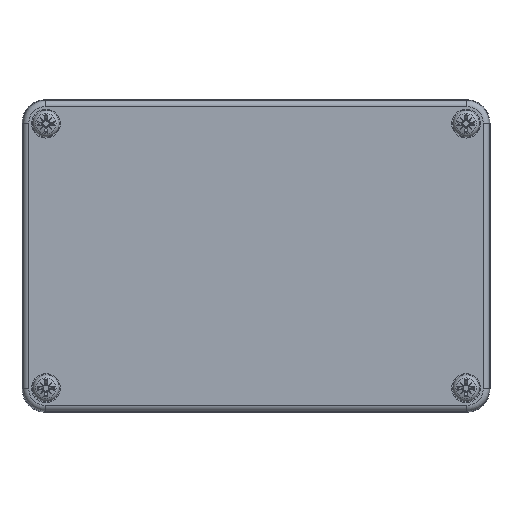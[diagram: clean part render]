
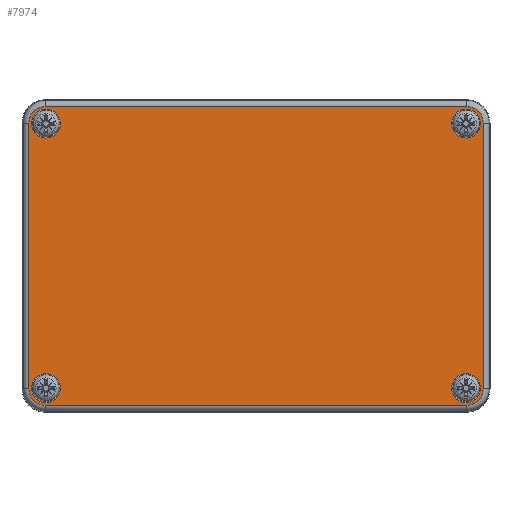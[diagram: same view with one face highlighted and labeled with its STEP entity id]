
A CAD part, top view. The second image highlights one B-rep face of the part: STEP entity #7974.
In plain terms, the highlighted face is planar.
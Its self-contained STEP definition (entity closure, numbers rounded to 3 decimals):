
#7553=CARTESIAN_POINT('',(-54.15,-38.414,-15.0));
#7554=VERTEX_POINT('',#7553);
#7562=CARTESIAN_POINT('',(54.15,-38.414,-15.0));
#7563=VERTEX_POINT('',#7562);
#7564=CARTESIAN_POINT('',(-54.15,-38.414,-15.0));
#7565=DIRECTION('',(1.0,0.0,0.0));
#7566=VECTOR('',#7565,108.3);
#7567=LINE('',#7564,#7566);
#7568=EDGE_CURVE('',#7554,#7563,#7567,.T.);
#7595=CARTESIAN_POINT('',(-58.414,-34.15,-15.0));
#7596=VERTEX_POINT('',#7595);
#7604=CARTESIAN_POINT('',(-54.15,-34.15,-15.0));
#7605=DIRECTION('',(0.0,0.0,1.0));
#7606=DIRECTION('',(-0.707,-0.707,0.0));
#7607=AXIS2_PLACEMENT_3D('',#7604,#7605,#7606);
#7608=CIRCLE('',#7607,4.264);
#7609=EDGE_CURVE('',#7596,#7554,#7608,.T.);
#7627=CARTESIAN_POINT('',(58.414,-34.15,-15.0));
#7628=VERTEX_POINT('',#7627);
#7646=CARTESIAN_POINT('',(54.15,-34.15,-15.0));
#7647=DIRECTION('',(0.0,0.0,1.0));
#7648=DIRECTION('',(0.707,-0.707,0.0));
#7649=AXIS2_PLACEMENT_3D('',#7646,#7647,#7648);
#7650=CIRCLE('',#7649,4.264);
#7651=EDGE_CURVE('',#7563,#7628,#7650,.T.);
#7663=CARTESIAN_POINT('',(-58.414,34.15,-15.0));
#7664=VERTEX_POINT('',#7663);
#7672=CARTESIAN_POINT('',(-58.414,34.15,-15.0));
#7673=DIRECTION('',(0.0,-1.0,0.0));
#7674=VECTOR('',#7673,68.3);
#7675=LINE('',#7672,#7674);
#7676=EDGE_CURVE('',#7664,#7596,#7675,.T.);
#7693=CARTESIAN_POINT('',(58.414,34.15,-15.0));
#7694=VERTEX_POINT('',#7693);
#7711=CARTESIAN_POINT('',(58.414,-34.15,-15.0));
#7712=DIRECTION('',(0.0,1.0,0.0));
#7713=VECTOR('',#7712,68.3);
#7714=LINE('',#7711,#7713);
#7715=EDGE_CURVE('',#7628,#7694,#7714,.T.);
#7727=CARTESIAN_POINT('',(-54.15,38.414,-15.0));
#7728=VERTEX_POINT('',#7727);
#7736=CARTESIAN_POINT('',(-54.15,34.15,-15.0));
#7737=DIRECTION('',(0.0,0.0,1.0));
#7738=DIRECTION('',(-0.707,0.707,0.0));
#7739=AXIS2_PLACEMENT_3D('',#7736,#7737,#7738);
#7740=CIRCLE('',#7739,4.264);
#7741=EDGE_CURVE('',#7728,#7664,#7740,.T.);
#7759=CARTESIAN_POINT('',(54.15,38.414,-15.0));
#7760=VERTEX_POINT('',#7759);
#7778=CARTESIAN_POINT('',(54.15,34.15,-15.0));
#7779=DIRECTION('',(0.0,0.0,1.0));
#7780=DIRECTION('',(0.707,0.707,0.0));
#7781=AXIS2_PLACEMENT_3D('',#7778,#7779,#7780);
#7782=CIRCLE('',#7781,4.264);
#7783=EDGE_CURVE('',#7694,#7760,#7782,.T.);
#7801=CARTESIAN_POINT('',(54.15,38.414,-15.0));
#7802=DIRECTION('',(-1.0,0.0,0.0));
#7803=VECTOR('',#7802,108.3);
#7804=LINE('',#7801,#7803);
#7805=EDGE_CURVE('',#7760,#7728,#7804,.T.);
#7915=CARTESIAN_POINT('',(0.,0.,-15.0));
#7916=DIRECTION('',(0.0,0.0,1.0));
#7917=DIRECTION('',(1.0,0.0,0.0));
#7918=AXIS2_PLACEMENT_3D('',#7915,#7916,#7917);
#7919=PLANE('',#7918);
#7920=ORIENTED_EDGE('',*,*,#7568,.F.);
#7921=ORIENTED_EDGE('',*,*,#7609,.F.);
#7922=ORIENTED_EDGE('',*,*,#7676,.F.);
#7923=ORIENTED_EDGE('',*,*,#7741,.F.);
#7924=ORIENTED_EDGE('',*,*,#7805,.F.);
#7925=ORIENTED_EDGE('',*,*,#7783,.F.);
#7926=ORIENTED_EDGE('',*,*,#7715,.F.);
#7927=ORIENTED_EDGE('',*,*,#7651,.F.);
#7928=EDGE_LOOP('',(#7920,#7921,#7922,#7923,#7924,#7925,#7926,#7927));
#7929=FACE_OUTER_BOUND('',#7928,.T.);
#7930=CARTESIAN_POINT('',(-57.7,-34.,-15.0));
#7931=VERTEX_POINT('',#7930);
#7932=CARTESIAN_POINT('',(-54.0,-34.,-15.0));
#7933=DIRECTION('',(0.0,0.0,1.0));
#7934=DIRECTION('',(1.0,0.0,0.0));
#7935=AXIS2_PLACEMENT_3D('',#7932,#7933,#7934);
#7936=CIRCLE('',#7935,3.7);
#7937=EDGE_CURVE('',#7931,#7931,#7936,.T.);
#7938=ORIENTED_EDGE('',*,*,#7937,.T.);
#7939=EDGE_LOOP('',(#7938));
#7940=FACE_BOUND('',#7939,.T.);
#7941=CARTESIAN_POINT('',(-57.7,34.,-15.0));
#7942=VERTEX_POINT('',#7941);
#7943=CARTESIAN_POINT('',(-54.,34.,-15.0));
#7944=DIRECTION('',(0.0,0.0,1.0));
#7945=DIRECTION('',(1.0,0.0,0.0));
#7946=AXIS2_PLACEMENT_3D('',#7943,#7944,#7945);
#7947=CIRCLE('',#7946,3.7);
#7948=EDGE_CURVE('',#7942,#7942,#7947,.T.);
#7949=ORIENTED_EDGE('',*,*,#7948,.T.);
#7950=EDGE_LOOP('',(#7949));
#7951=FACE_BOUND('',#7950,.T.);
#7952=CARTESIAN_POINT('',(50.3,34.,-15.0));
#7953=VERTEX_POINT('',#7952);
#7954=CARTESIAN_POINT('',(54.,34.,-15.0));
#7955=DIRECTION('',(0.0,0.0,1.0));
#7956=DIRECTION('',(1.0,0.0,0.0));
#7957=AXIS2_PLACEMENT_3D('',#7954,#7955,#7956);
#7958=CIRCLE('',#7957,3.7);
#7959=EDGE_CURVE('',#7953,#7953,#7958,.T.);
#7960=ORIENTED_EDGE('',*,*,#7959,.T.);
#7961=EDGE_LOOP('',(#7960));
#7962=FACE_BOUND('',#7961,.T.);
#7963=CARTESIAN_POINT('',(50.3,-34.,-15.0));
#7964=VERTEX_POINT('',#7963);
#7965=CARTESIAN_POINT('',(54.0,-34.,-15.0));
#7966=DIRECTION('',(0.0,0.0,1.0));
#7967=DIRECTION('',(1.0,0.0,0.0));
#7968=AXIS2_PLACEMENT_3D('',#7965,#7966,#7967);
#7969=CIRCLE('',#7968,3.7);
#7970=EDGE_CURVE('',#7964,#7964,#7969,.T.);
#7971=ORIENTED_EDGE('',*,*,#7970,.T.);
#7972=EDGE_LOOP('',(#7971));
#7973=FACE_BOUND('',#7972,.T.);
#7974=ADVANCED_FACE('',(#7929,#7940,#7951,#7962,#7973),#7919,.F.);
